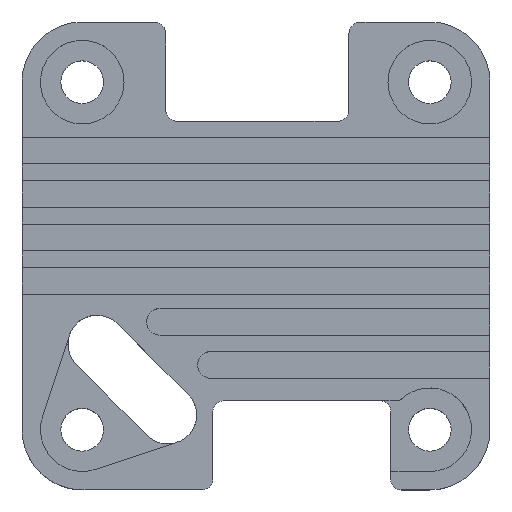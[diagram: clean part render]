
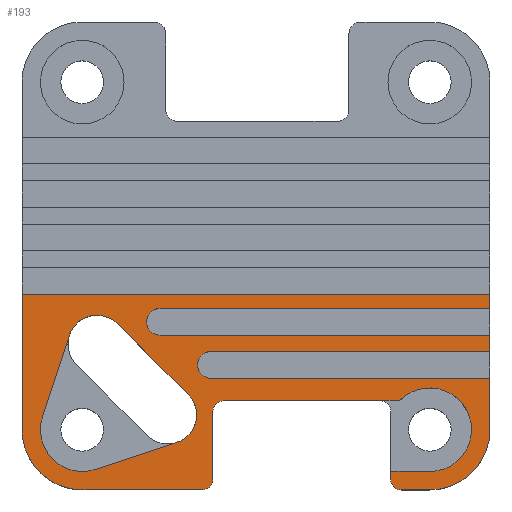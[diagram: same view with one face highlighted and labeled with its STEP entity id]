
A CAD part, top view. The second image highlights one B-rep face of the part: STEP entity #193.
In plain terms, the highlighted planar face has unit normal (0, 0, 1).
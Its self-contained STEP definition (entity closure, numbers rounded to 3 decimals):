
#21 = EDGE_CURVE('',#22,#24,#26,.T.);
#22 = VERTEX_POINT('',#23);
#23 = CARTESIAN_POINT('',(-17.5,-13.,8.586));
#24 = VERTEX_POINT('',#25);
#25 = CARTESIAN_POINT('',(-17.5,-2.866,8.586));
#26 = LINE('',#27,#28);
#27 = CARTESIAN_POINT('',(-17.5,-13.,8.586));
#28 = VECTOR('',#29,1.);
#29 = DIRECTION('',(0.,1.,0.));
#193 = ADVANCED_FACE('',(#194,#387),#440,.F.);
#194 = FACE_BOUND('',#195,.F.);
#195 = EDGE_LOOP('',(#196,#205,#206,#214,#222,#230,#239,#247,#255,#263,
    #272,#280,#288,#297,#305,#314,#322,#330,#339,#347,#355,#364,#372,
    #381));
#196 = ORIENTED_EDGE('',*,*,#197,.F.);
#197 = EDGE_CURVE('',#22,#198,#200,.T.);
#198 = VERTEX_POINT('',#199);
#199 = CARTESIAN_POINT('',(-13.47,-17.475,8.586));
#200 = CIRCLE('',#201,4.5);
#201 = AXIS2_PLACEMENT_3D('',#202,#203,#204);
#202 = CARTESIAN_POINT('',(-13.,-13.,8.586));
#203 = DIRECTION('',(0.,0.,1.));
#204 = DIRECTION('',(1.,0.,0.));
#205 = ORIENTED_EDGE('',*,*,#21,.T.);
#206 = ORIENTED_EDGE('',*,*,#207,.T.);
#207 = EDGE_CURVE('',#24,#208,#210,.T.);
#208 = VERTEX_POINT('',#209);
#209 = CARTESIAN_POINT('',(17.5,-2.866,8.586));
#210 = LINE('',#211,#212);
#211 = CARTESIAN_POINT('',(-18.688,-2.866,8.586));
#212 = VECTOR('',#213,1.);
#213 = DIRECTION('',(1.,0.,0.));
#214 = ORIENTED_EDGE('',*,*,#215,.T.);
#215 = EDGE_CURVE('',#208,#216,#218,.T.);
#216 = VERTEX_POINT('',#217);
#217 = CARTESIAN_POINT('',(17.5,-3.931,8.586));
#218 = LINE('',#219,#220);
#219 = CARTESIAN_POINT('',(17.5,13.,8.586));
#220 = VECTOR('',#221,1.);
#221 = DIRECTION('',(0.,-1.,0.));
#222 = ORIENTED_EDGE('',*,*,#223,.T.);
#223 = EDGE_CURVE('',#216,#224,#226,.T.);
#224 = VERTEX_POINT('',#225);
#225 = CARTESIAN_POINT('',(-7.18,-3.931,8.586));
#226 = LINE('',#227,#228);
#227 = CARTESIAN_POINT('',(19.405,-3.931,8.586));
#228 = VECTOR('',#229,1.);
#229 = DIRECTION('',(-1.,0.,0.));
#230 = ORIENTED_EDGE('',*,*,#231,.T.);
#231 = EDGE_CURVE('',#224,#232,#234,.T.);
#232 = VERTEX_POINT('',#233);
#233 = CARTESIAN_POINT('',(-7.18,-5.931,8.586));
#234 = CIRCLE('',#235,1.);
#235 = AXIS2_PLACEMENT_3D('',#236,#237,#238);
#236 = CARTESIAN_POINT('',(-7.18,-4.931,8.586));
#237 = DIRECTION('',(0.,0.,1.));
#238 = DIRECTION('',(1.,0.,0.));
#239 = ORIENTED_EDGE('',*,*,#240,.T.);
#240 = EDGE_CURVE('',#232,#241,#243,.T.);
#241 = VERTEX_POINT('',#242);
#242 = CARTESIAN_POINT('',(17.5,-5.931,8.586));
#243 = LINE('',#244,#245);
#244 = CARTESIAN_POINT('',(-7.18,-5.931,8.586));
#245 = VECTOR('',#246,1.);
#246 = DIRECTION('',(1.,0.,0.));
#247 = ORIENTED_EDGE('',*,*,#248,.T.);
#248 = EDGE_CURVE('',#241,#249,#251,.T.);
#249 = VERTEX_POINT('',#250);
#250 = CARTESIAN_POINT('',(17.5,-7.15,8.586));
#251 = LINE('',#252,#253);
#252 = CARTESIAN_POINT('',(17.5,13.,8.586));
#253 = VECTOR('',#254,1.);
#254 = DIRECTION('',(0.,-1.,0.));
#255 = ORIENTED_EDGE('',*,*,#256,.T.);
#256 = EDGE_CURVE('',#249,#257,#259,.T.);
#257 = VERTEX_POINT('',#258);
#258 = CARTESIAN_POINT('',(-3.376,-7.15,8.586));
#259 = LINE('',#260,#261);
#260 = CARTESIAN_POINT('',(19.414,-7.15,8.586));
#261 = VECTOR('',#262,1.);
#262 = DIRECTION('',(-1.,0.,0.));
#263 = ORIENTED_EDGE('',*,*,#264,.T.);
#264 = EDGE_CURVE('',#257,#265,#267,.T.);
#265 = VERTEX_POINT('',#266);
#266 = CARTESIAN_POINT('',(-3.376,-9.15,8.586));
#267 = CIRCLE('',#268,1.);
#268 = AXIS2_PLACEMENT_3D('',#269,#270,#271);
#269 = CARTESIAN_POINT('',(-3.376,-8.15,8.586));
#270 = DIRECTION('',(0.,0.,1.));
#271 = DIRECTION('',(1.,0.,0.));
#272 = ORIENTED_EDGE('',*,*,#273,.T.);
#273 = EDGE_CURVE('',#265,#274,#276,.T.);
#274 = VERTEX_POINT('',#275);
#275 = CARTESIAN_POINT('',(17.5,-9.15,8.586));
#276 = LINE('',#277,#278);
#277 = CARTESIAN_POINT('',(-3.376,-9.15,8.586));
#278 = VECTOR('',#279,1.);
#279 = DIRECTION('',(1.,0.,0.));
#280 = ORIENTED_EDGE('',*,*,#281,.T.);
#281 = EDGE_CURVE('',#274,#282,#284,.T.);
#282 = VERTEX_POINT('',#283);
#283 = CARTESIAN_POINT('',(17.5,-13.,8.586));
#284 = LINE('',#285,#286);
#285 = CARTESIAN_POINT('',(17.5,13.,8.586));
#286 = VECTOR('',#287,1.);
#287 = DIRECTION('',(0.,-1.,0.));
#288 = ORIENTED_EDGE('',*,*,#289,.F.);
#289 = EDGE_CURVE('',#290,#282,#292,.T.);
#290 = VERTEX_POINT('',#291);
#291 = CARTESIAN_POINT('',(13.,-17.5,8.586));
#292 = CIRCLE('',#293,4.5);
#293 = AXIS2_PLACEMENT_3D('',#294,#295,#296);
#294 = CARTESIAN_POINT('',(13.,-13.,8.586));
#295 = DIRECTION('',(0.,0.,1.));
#296 = DIRECTION('',(1.,0.,0.));
#297 = ORIENTED_EDGE('',*,*,#298,.T.);
#298 = EDGE_CURVE('',#290,#299,#301,.T.);
#299 = VERTEX_POINT('',#300);
#300 = CARTESIAN_POINT('',(10.853,-17.5,8.586));
#301 = LINE('',#302,#303);
#302 = CARTESIAN_POINT('',(13.,-17.5,8.586));
#303 = VECTOR('',#304,1.);
#304 = DIRECTION('',(-1.,0.,0.));
#305 = ORIENTED_EDGE('',*,*,#306,.F.);
#306 = EDGE_CURVE('',#307,#299,#309,.T.);
#307 = VERTEX_POINT('',#308);
#308 = CARTESIAN_POINT('',(10.086,-16.732,8.586));
#309 = CIRCLE('',#310,0.768);
#310 = AXIS2_PLACEMENT_3D('',#311,#312,#313);
#311 = CARTESIAN_POINT('',(10.853,-16.732,8.586));
#312 = DIRECTION('',(0.,0.,1.));
#313 = DIRECTION('',(1.,0.,0.));
#314 = ORIENTED_EDGE('',*,*,#315,.F.);
#315 = EDGE_CURVE('',#316,#307,#318,.T.);
#316 = VERTEX_POINT('',#317);
#317 = CARTESIAN_POINT('',(10.086,-16.125,8.586));
#318 = LINE('',#319,#320);
#319 = CARTESIAN_POINT('',(10.086,-11.613,8.586));
#320 = VECTOR('',#321,1.);
#321 = DIRECTION('',(0.,-1.,0.));
#322 = ORIENTED_EDGE('',*,*,#323,.T.);
#323 = EDGE_CURVE('',#316,#324,#326,.T.);
#324 = VERTEX_POINT('',#325);
#325 = CARTESIAN_POINT('',(13.,-16.125,8.586));
#326 = LINE('',#327,#328);
#327 = CARTESIAN_POINT('',(9.318,-16.125,8.586));
#328 = VECTOR('',#329,1.);
#329 = DIRECTION('',(1.,0.,0.));
#330 = ORIENTED_EDGE('',*,*,#331,.T.);
#331 = EDGE_CURVE('',#324,#332,#334,.T.);
#332 = VERTEX_POINT('',#333);
#333 = CARTESIAN_POINT('',(10.736,-10.846,8.586));
#334 = CIRCLE('',#335,3.125);
#335 = AXIS2_PLACEMENT_3D('',#336,#337,#338);
#336 = CARTESIAN_POINT('',(13.,-13.,8.586));
#337 = DIRECTION('',(0.,0.,1.));
#338 = DIRECTION('',(1.,0.,0.));
#339 = ORIENTED_EDGE('',*,*,#340,.F.);
#340 = EDGE_CURVE('',#341,#332,#343,.T.);
#341 = VERTEX_POINT('',#342);
#342 = CARTESIAN_POINT('',(9.318,-10.846,8.586));
#343 = LINE('',#344,#345);
#344 = CARTESIAN_POINT('',(9.318,-10.846,8.586));
#345 = VECTOR('',#346,1.);
#346 = DIRECTION('',(1.,0.,0.));
#347 = ORIENTED_EDGE('',*,*,#348,.F.);
#348 = EDGE_CURVE('',#349,#341,#351,.T.);
#349 = VERTEX_POINT('',#350);
#350 = CARTESIAN_POINT('',(-2.452,-10.846,8.586));
#351 = LINE('',#352,#353);
#352 = CARTESIAN_POINT('',(-2.452,-10.846,8.586));
#353 = VECTOR('',#354,1.);
#354 = DIRECTION('',(1.,0.,0.));
#355 = ORIENTED_EDGE('',*,*,#356,.T.);
#356 = EDGE_CURVE('',#349,#357,#359,.T.);
#357 = VERTEX_POINT('',#358);
#358 = CARTESIAN_POINT('',(-3.22,-11.613,8.586));
#359 = CIRCLE('',#360,0.768);
#360 = AXIS2_PLACEMENT_3D('',#361,#362,#363);
#361 = CARTESIAN_POINT('',(-2.452,-11.613,8.586));
#362 = DIRECTION('',(0.,0.,1.));
#363 = DIRECTION('',(1.,0.,0.));
#364 = ORIENTED_EDGE('',*,*,#365,.F.);
#365 = EDGE_CURVE('',#366,#357,#368,.T.);
#366 = VERTEX_POINT('',#367);
#367 = CARTESIAN_POINT('',(-3.22,-16.708,8.586));
#368 = LINE('',#369,#370);
#369 = CARTESIAN_POINT('',(-3.22,-16.708,8.586));
#370 = VECTOR('',#371,1.);
#371 = DIRECTION('',(0.,1.,0.));
#372 = ORIENTED_EDGE('',*,*,#373,.F.);
#373 = EDGE_CURVE('',#374,#366,#376,.T.);
#374 = VERTEX_POINT('',#375);
#375 = CARTESIAN_POINT('',(-3.987,-17.475,8.586));
#376 = CIRCLE('',#377,0.768);
#377 = AXIS2_PLACEMENT_3D('',#378,#379,#380);
#378 = CARTESIAN_POINT('',(-3.987,-16.708,8.586));
#379 = DIRECTION('',(0.,0.,1.));
#380 = DIRECTION('',(1.,0.,0.));
#381 = ORIENTED_EDGE('',*,*,#382,.T.);
#382 = EDGE_CURVE('',#374,#198,#383,.T.);
#383 = LINE('',#384,#385);
#384 = CARTESIAN_POINT('',(-3.987,-17.475,8.586));
#385 = VECTOR('',#386,1.);
#386 = DIRECTION('',(-1.,0.,0.));
#387 = FACE_BOUND('',#388,.F.);
#388 = EDGE_LOOP('',(#389,#399,#408,#416,#425,#433));
#389 = ORIENTED_EDGE('',*,*,#390,.T.);
#390 = EDGE_CURVE('',#391,#393,#395,.T.);
#391 = VERTEX_POINT('',#392);
#392 = CARTESIAN_POINT('',(-5.07,-10.369,8.586));
#393 = VERTEX_POINT('',#394);
#394 = CARTESIAN_POINT('',(-10.371,-5.068,8.586));
#395 = LINE('',#396,#397);
#396 = CARTESIAN_POINT('',(-5.07,-10.369,8.586));
#397 = VECTOR('',#398,1.);
#398 = DIRECTION('',(-0.707,0.707,0.));
#399 = ORIENTED_EDGE('',*,*,#400,.T.);
#400 = EDGE_CURVE('',#393,#401,#403,.T.);
#401 = VERTEX_POINT('',#402);
#402 = CARTESIAN_POINT('',(-13.958,-5.921,8.586));
#403 = CIRCLE('',#404,2.165);
#404 = AXIS2_PLACEMENT_3D('',#405,#406,#407);
#405 = CARTESIAN_POINT('',(-11.902,-6.598,8.586));
#406 = DIRECTION('',(0.,0.,1.));
#407 = DIRECTION('',(1.,0.,0.));
#408 = ORIENTED_EDGE('',*,*,#409,.F.);
#409 = EDGE_CURVE('',#410,#401,#412,.T.);
#410 = VERTEX_POINT('',#411);
#411 = CARTESIAN_POINT('',(-15.968,-12.022,8.586));
#412 = LINE('',#413,#414);
#413 = CARTESIAN_POINT('',(-15.968,-12.022,8.586));
#414 = VECTOR('',#415,1.);
#415 = DIRECTION('',(0.313,0.95,0.));
#416 = ORIENTED_EDGE('',*,*,#417,.T.);
#417 = EDGE_CURVE('',#410,#418,#420,.T.);
#418 = VERTEX_POINT('',#419);
#419 = CARTESIAN_POINT('',(-12.021,-15.968,8.586));
#420 = CIRCLE('',#421,3.125);
#421 = AXIS2_PLACEMENT_3D('',#422,#423,#424);
#422 = CARTESIAN_POINT('',(-13.,-13.,8.586));
#423 = DIRECTION('',(0.,0.,1.));
#424 = DIRECTION('',(1.,0.,0.));
#425 = ORIENTED_EDGE('',*,*,#426,.T.);
#426 = EDGE_CURVE('',#418,#427,#429,.T.);
#427 = VERTEX_POINT('',#428);
#428 = CARTESIAN_POINT('',(-5.922,-13.955,8.586));
#429 = LINE('',#430,#431);
#430 = CARTESIAN_POINT('',(-12.021,-15.968,8.586));
#431 = VECTOR('',#432,1.);
#432 = DIRECTION('',(0.95,0.313,0.));
#433 = ORIENTED_EDGE('',*,*,#434,.T.);
#434 = EDGE_CURVE('',#427,#391,#435,.T.);
#435 = CIRCLE('',#436,2.165);
#436 = AXIS2_PLACEMENT_3D('',#437,#438,#439);
#437 = CARTESIAN_POINT('',(-6.6,-11.9,8.586));
#438 = DIRECTION('',(0.,0.,1.));
#439 = DIRECTION('',(1.,0.,0.));
#440 = PLANE('',#441);
#441 = AXIS2_PLACEMENT_3D('',#442,#443,#444);
#442 = CARTESIAN_POINT('',(0.268,0.004,8.586));
#443 = DIRECTION('',(-0.,-0.,-1.));
#444 = DIRECTION('',(-1.,0.,0.));
